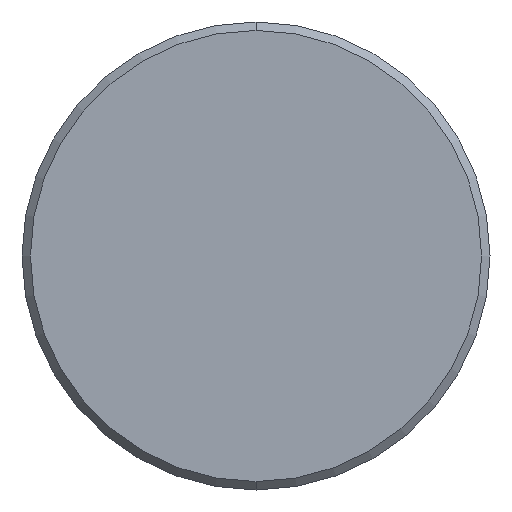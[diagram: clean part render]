
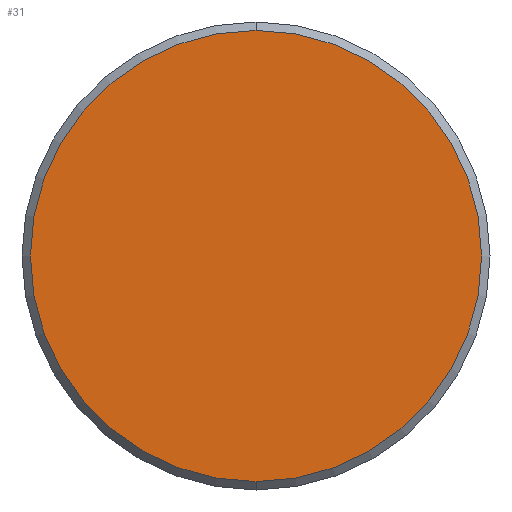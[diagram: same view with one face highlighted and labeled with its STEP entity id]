
A CAD part, left-side view. The second image highlights one B-rep face of the part: STEP entity #31.
In plain terms, the highlighted planar face has unit normal (-1, 0, 0).
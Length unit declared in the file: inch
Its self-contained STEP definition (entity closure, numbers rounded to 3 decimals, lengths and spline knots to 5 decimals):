
#16 = DIRECTION ( 'NONE',  ( -1., 0., 0. ) ) ;
#31 = ADVANCED_FACE ( 'NONE', ( #441 ), #747, .T. ) ;
#107 = CARTESIAN_POINT ( 'NONE',  ( -2.14, 0., 0.6475 ) ) ;
#108 = AXIS2_PLACEMENT_3D ( 'NONE', #163, #664, #305 ) ;
#115 = ORIENTED_EDGE ( 'NONE', *, *, #306, .T. ) ;
#131 = DIRECTION ( 'NONE',  ( 0., 0., 1. ) ) ;
#150 = CARTESIAN_POINT ( 'NONE',  ( -2.14, 0., 0. ) ) ;
#163 = CARTESIAN_POINT ( 'NONE',  ( -2.14, 0.6775, 0. ) ) ;
#169 = VERTEX_POINT ( 'NONE', #107 ) ;
#269 = CARTESIAN_POINT ( 'NONE',  ( -2.14, 0., -0.6475 ) ) ;
#305 = DIRECTION ( 'NONE',  ( 0., 0., 1. ) ) ;
#306 = EDGE_CURVE ( 'NONE', #800, #169, #652, .T. ) ;
#405 = CARTESIAN_POINT ( 'NONE',  ( -2.14, 0., 0. ) ) ;
#441 = FACE_OUTER_BOUND ( 'NONE', #799, .T. ) ;
#481 = CIRCLE ( 'NONE', #878, 0.6475 ) ;
#561 = EDGE_CURVE ( 'NONE', #169, #800, #481, .T. ) ;
#652 = CIRCLE ( 'NONE', #719, 0.6475 ) ;
#664 = DIRECTION ( 'NONE',  ( -1., 0., 0. ) ) ;
#719 = AXIS2_PLACEMENT_3D ( 'NONE', #405, #777, #131 ) ;
#729 = DIRECTION ( 'NONE',  ( 0., 0., 1. ) ) ;
#747 = PLANE ( 'NONE',  #108 ) ;
#753 = ORIENTED_EDGE ( 'NONE', *, *, #561, .T. ) ;
#777 = DIRECTION ( 'NONE',  ( -1., 0., 0. ) ) ;
#799 = EDGE_LOOP ( 'NONE', ( #115, #753 ) ) ;
#800 = VERTEX_POINT ( 'NONE', #269 ) ;
#878 = AXIS2_PLACEMENT_3D ( 'NONE', #150, #16, #729 ) ;
